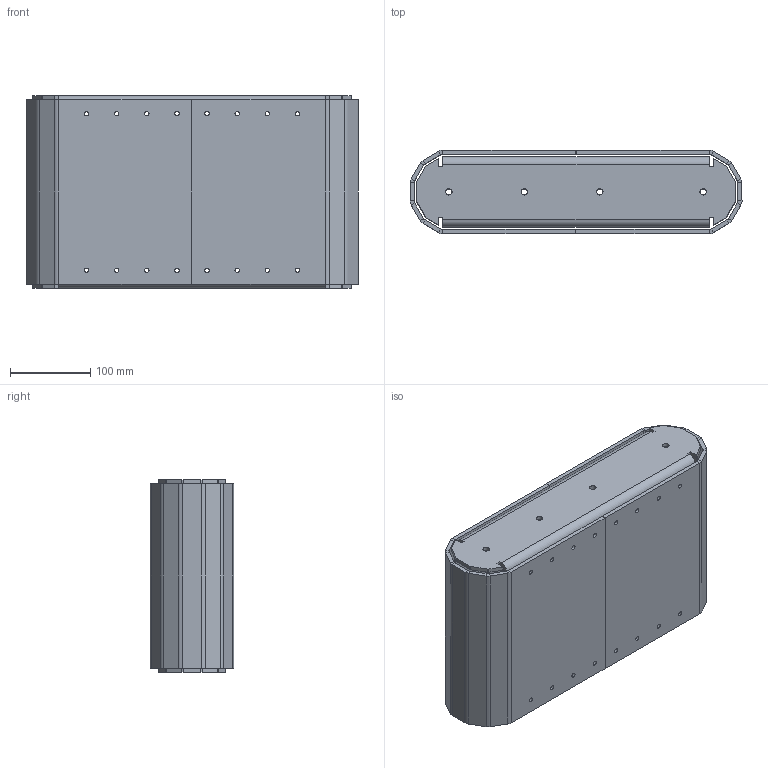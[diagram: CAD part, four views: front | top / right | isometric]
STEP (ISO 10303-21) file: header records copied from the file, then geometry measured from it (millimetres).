
FILE_DESCRIPTION(/* description */ (''),/* implementation_level */ '2;1');
FILE_NAME(/* name */ 'Body.step',/* time_stamp */ '2025-08-08T09:18:54+10:00',/* author */ (''),/* organization */ (''),/* preprocessor_version */ 'ST-DEVELOPER v20.1',/* originating_system */ 'Autodesk Translation Framework v14.10.0.0',/* authorisation */ '');
FILE_SCHEMA (('AUTOMOTIVE_DESIGN { 1 0 10303 214 3 1 1 }'));
Length unit declared in the file: millimetre
Products named in the file (1): test 3
Bounding box: 413.52 x 103.8 x 240 mm (x, y, z)
Volume: 1571120.6 mm3; surface area: 665990.6 mm2
Topology: 5 solids, 5 shells, 296 faces, 730 edges, 444 vertices
Faces by surface type: plane 190, cylinder 106
Full cylindrical faces by diameter (mm): 3 x2, 5.5 x64, 8 x8
Entity records: 8934 total; most frequent: DIRECTION 1536, CARTESIAN_POINT 1471, ORIENTED_EDGE 1460, EDGE_CURVE 730, LINE 518, VECTOR 518, AXIS2_PLACEMENT_3D 509, EDGE_LOOP 444
